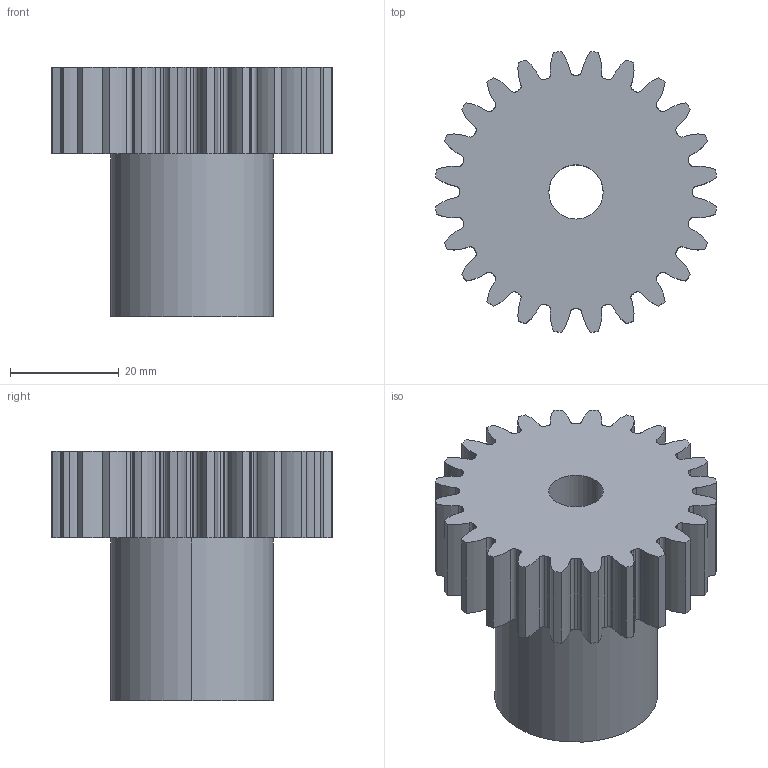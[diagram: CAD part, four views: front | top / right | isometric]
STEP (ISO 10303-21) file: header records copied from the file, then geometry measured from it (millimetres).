
FILE_DESCRIPTION (( 'STEP AP214' ), '1' );
FILE_NAME ('118-020-024.step', '2010-07-19T09:36:00', ( 'WMH Herion Antriebstechnik GmbH' ), ( 'WMH Herion Antriebstechnik GmbH' ), 'SwSTEP 2.0', 'SolidWorks 2010', '' );
FILE_SCHEMA (( 'AUTOMOTIVE_DESIGN' ));
Length unit declared in the file: millimetre
Products named in the file (1): 118-020-024
Bounding box: 51.72 x 51.72 x 46 mm (x, y, z)
Volume: 46142.7 mm3; surface area: 12445.5 mm2
Topology: 1 solids, 1 shells, 168 faces, 495 edges, 330 vertices
Faces by surface type: cylinder 165, plane 3
Entity records: 5847 total; most frequent: DIRECTION 1163, CARTESIAN_POINT 994, ORIENTED_EDGE 990, AXIS2_PLACEMENT_3D 499, EDGE_CURVE 495, CIRCLE 330, VERTEX_POINT 330, EDGE_LOOP 171
